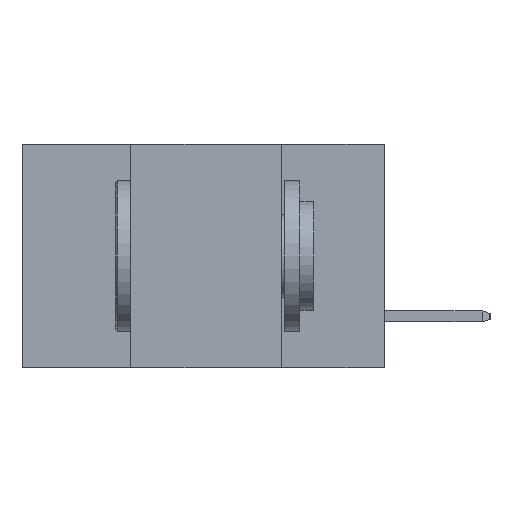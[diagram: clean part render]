
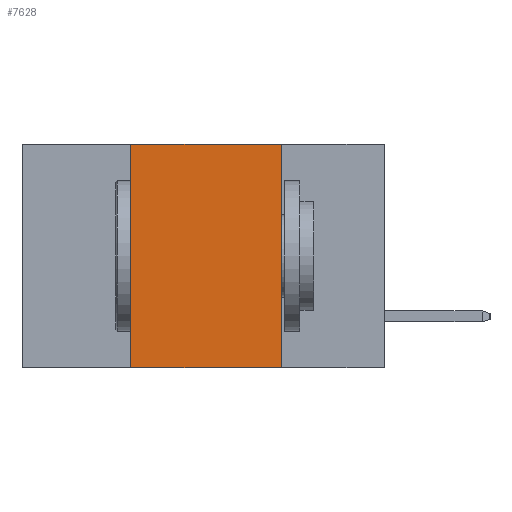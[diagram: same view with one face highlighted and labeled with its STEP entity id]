
A CAD part, left-side view. The second image highlights one B-rep face of the part: STEP entity #7628.
In plain terms, the highlighted planar face has unit normal (-1, 0, 0).
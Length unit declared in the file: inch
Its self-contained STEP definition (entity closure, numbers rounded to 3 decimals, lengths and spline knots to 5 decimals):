
#231 = EDGE_CURVE ( 'NONE', #3595, #10918, #14676, .T. ) ;
#450 = AXIS2_PLACEMENT_3D ( 'NONE', #11840, #11580, #11567 ) ;
#2385 = VECTOR ( 'NONE', #3884, 39.37008 ) ;
#3094 = VECTOR ( 'NONE', #7505, 39.37008 ) ;
#3595 = VERTEX_POINT ( 'NONE', #14288 ) ;
#3752 = CARTESIAN_POINT ( 'NONE',  ( 0., 0.42, -0.37 ) ) ;
#3884 = DIRECTION ( 'NONE',  ( 0., 0., 1. ) ) ;
#4092 = EDGE_CURVE ( 'NONE', #10918, #5204, #10088, .T. ) ;
#5204 = VERTEX_POINT ( 'NONE', #14170 ) ;
#5397 = EDGE_CURVE ( 'NONE', #8627, #5204, #5959, .T. ) ;
#5959 = LINE ( 'NONE', #10883, #12632 ) ;
#6187 = LINE ( 'NONE', #12049, #2385 ) ;
#6295 = FACE_OUTER_BOUND ( 'NONE', #9666, .T. ) ;
#7226 = ORIENTED_EDGE ( 'NONE', *, *, #5397, .T. ) ;
#7419 = CARTESIAN_POINT ( 'NONE',  ( 0., 0.17, -0.37 ) ) ;
#7505 = DIRECTION ( 'NONE',  ( 0., 0., -1. ) ) ;
#7628 = ADVANCED_FACE ( 'NONE', ( #6295 ), #11670, .F. ) ;
#7652 = ORIENTED_EDGE ( 'NONE', *, *, #231, .F. ) ;
#7944 = CARTESIAN_POINT ( 'NONE',  ( 0., 0.17, 0. ) ) ;
#8013 = DIRECTION ( 'NONE',  ( 0., -1., 0. ) ) ;
#8627 = VERTEX_POINT ( 'NONE', #3752 ) ;
#9666 = EDGE_LOOP ( 'NONE', ( #11229, #7652, #10807, #7226 ) ) ;
#10088 = LINE ( 'NONE', #7419, #3094 ) ;
#10807 = ORIENTED_EDGE ( 'NONE', *, *, #13423, .F. ) ;
#10831 = DIRECTION ( 'NONE',  ( 0., -1., 0. ) ) ;
#10883 = CARTESIAN_POINT ( 'NONE',  ( 0., 0.6, -0.37 ) ) ;
#10918 = VERTEX_POINT ( 'NONE', #7944 ) ;
#11229 = ORIENTED_EDGE ( 'NONE', *, *, #4092, .F. ) ;
#11567 = DIRECTION ( 'NONE',  ( 0., 0., -1. ) ) ;
#11580 = DIRECTION ( 'NONE',  ( 1., 0., 0. ) ) ;
#11581 = CARTESIAN_POINT ( 'NONE',  ( 0., 0.6, 0. ) ) ;
#11670 = PLANE ( 'NONE',  #450 ) ;
#11747 = VECTOR ( 'NONE', #8013, 39.37008 ) ;
#11840 = CARTESIAN_POINT ( 'NONE',  ( 0., 0.6, 0. ) ) ;
#12049 = CARTESIAN_POINT ( 'NONE',  ( 0., 0.42, -0.37 ) ) ;
#12632 = VECTOR ( 'NONE', #10831, 39.37008 ) ;
#13423 = EDGE_CURVE ( 'NONE', #8627, #3595, #6187, .T. ) ;
#14170 = CARTESIAN_POINT ( 'NONE',  ( 0., 0.17, -0.37 ) ) ;
#14288 = CARTESIAN_POINT ( 'NONE',  ( 0., 0.42, 0. ) ) ;
#14676 = LINE ( 'NONE', #11581, #11747 ) ;
